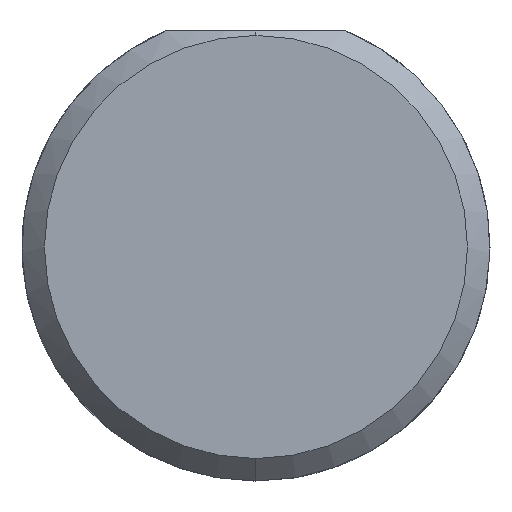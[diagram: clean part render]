
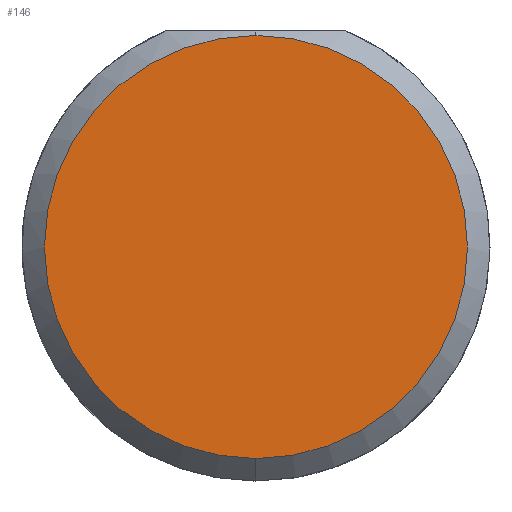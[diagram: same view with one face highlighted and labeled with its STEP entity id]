
A CAD part, left-side view. The second image highlights one B-rep face of the part: STEP entity #146.
In plain terms, the highlighted planar face has unit normal (-1, 0, 0).
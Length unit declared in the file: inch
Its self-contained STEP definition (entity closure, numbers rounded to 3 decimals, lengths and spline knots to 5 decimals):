
#13 = EDGE_CURVE ( 'NONE', #58, #287, #629, .T. ) ;
#58 = VERTEX_POINT ( 'NONE', #153 ) ;
#113 = CIRCLE ( 'NONE', #209, 0.1411 ) ;
#141 = CARTESIAN_POINT ( 'NONE',  ( 0., 0., 0. ) ) ;
#146 = ADVANCED_FACE ( 'NONE', ( #325 ), #232, .F. ) ;
#153 = CARTESIAN_POINT ( 'NONE',  ( 0., 0., 0.1411 ) ) ;
#159 = CARTESIAN_POINT ( 'NONE',  ( 0., 0., 0. ) ) ;
#181 = AXIS2_PLACEMENT_3D ( 'NONE', #141, #362, #579 ) ;
#209 = AXIS2_PLACEMENT_3D ( 'NONE', #364, #568, #297 ) ;
#232 = PLANE ( 'NONE',  #381 ) ;
#287 = VERTEX_POINT ( 'NONE', #617 ) ;
#297 = DIRECTION ( 'NONE',  ( 0., 0., -1. ) ) ;
#325 = FACE_OUTER_BOUND ( 'NONE', #728, .T. ) ;
#333 = DIRECTION ( 'NONE',  ( 0., 0., -1. ) ) ;
#362 = DIRECTION ( 'NONE',  ( -1., 0., 0. ) ) ;
#364 = CARTESIAN_POINT ( 'NONE',  ( 0., 0., 0. ) ) ;
#381 = AXIS2_PLACEMENT_3D ( 'NONE', #159, #547, #333 ) ;
#520 = ORIENTED_EDGE ( 'NONE', *, *, #534, .T. ) ;
#534 = EDGE_CURVE ( 'NONE', #287, #58, #113, .T. ) ;
#547 = DIRECTION ( 'NONE',  ( 1., 0., 0. ) ) ;
#568 = DIRECTION ( 'NONE',  ( -1., 0., 0. ) ) ;
#579 = DIRECTION ( 'NONE',  ( 0., 0., -1. ) ) ;
#617 = CARTESIAN_POINT ( 'NONE',  ( 0., 0., -0.1411 ) ) ;
#629 = CIRCLE ( 'NONE', #181, 0.1411 ) ;
#693 = ORIENTED_EDGE ( 'NONE', *, *, #13, .T. ) ;
#728 = EDGE_LOOP ( 'NONE', ( #520, #693 ) ) ;
